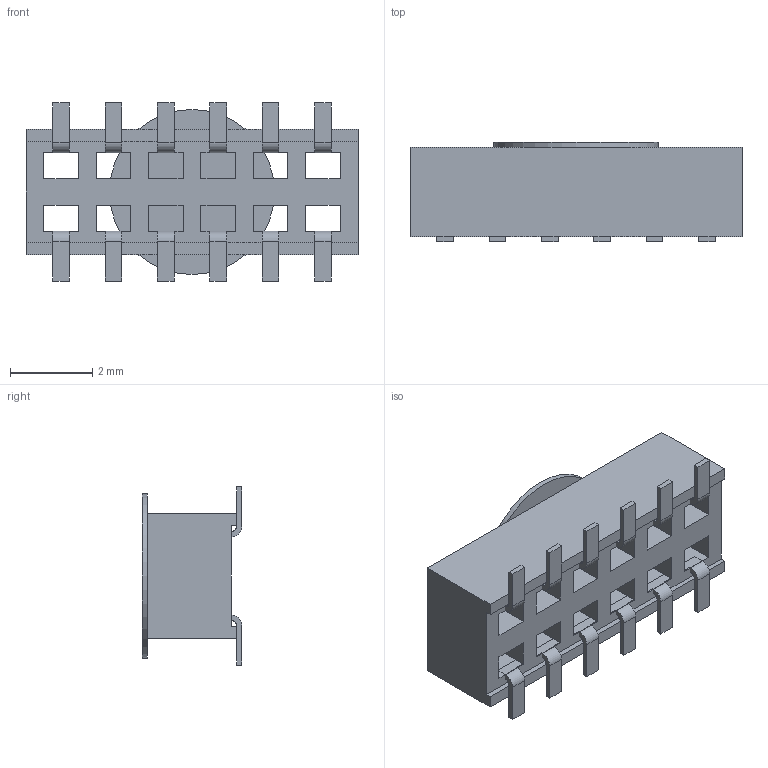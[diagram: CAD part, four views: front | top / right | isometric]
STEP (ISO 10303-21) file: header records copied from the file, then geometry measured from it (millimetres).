
FILE_DESCRIPTION( ( 'STEP AP203' ), '1' );
FILE_NAME( 'CLP-106-02-F-D-BE-K.stp', '2021-11-28T22:03:47', ( 'License CC BY-ND 4.0' ), ( 'CADENAS' ), ' ', 'PARTsolutions', ' ' );
FILE_SCHEMA( ( 'CONFIG_CONTROL_DESIGN' ) );
Length unit declared in the file: inch
Products named in the file (4): CLP-106-02-F-D-BE-K; _CLP-106-2-F-D-BE-K_terminal; _C-106-22-106-BE_Pin; _K-DOT-.157-.250-.005_pfp
Assembly tree (4 placements, depth 2):
  CLP-106-02-F-D-BE-K
    _CLP-106-2-F-D-BE-K_terminal
    _C-106-22-106-BE_Pin  x2
    _K-DOT-.157-.250-.005_pfp
Bounding box: 8.05 x 2.41 x 4.32 mm (x, y, z)
Volume: 40.3 mm3; surface area: 210.3 mm2
Topology: 4 solids, 4 shells, 161 faces, 459 edges, 306 vertices
Faces by surface type: plane 136, cylinder 25
Full cylindrical faces by diameter (mm): 4 x1
Entity records: 3743 total; most frequent: CARTESIAN_POINT 640, ORIENTED_EDGE 628, DIRECTION 572, EDGE_CURVE 314, LINE 288, VECTOR 288, VERTEX_POINT 210, AXIS2_PLACEMENT_3D 142
